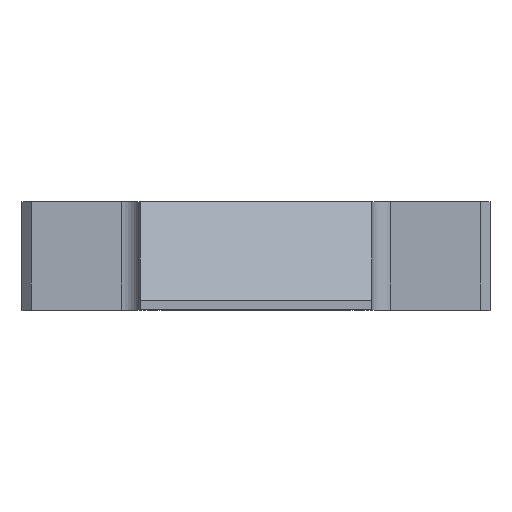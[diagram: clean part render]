
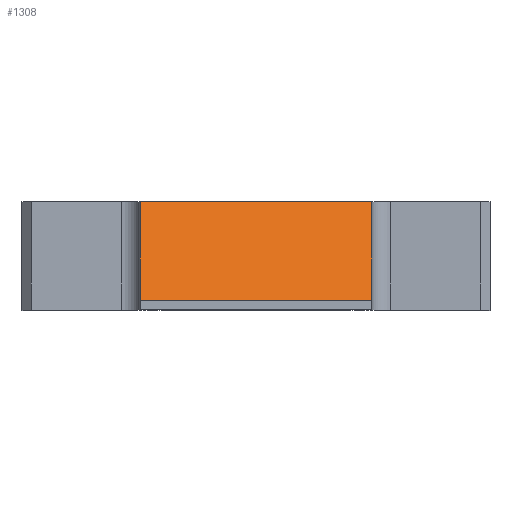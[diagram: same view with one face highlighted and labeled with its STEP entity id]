
A CAD part, top view. The second image highlights one B-rep face of the part: STEP entity #1308.
In plain terms, the highlighted planar face has unit normal (0, 0.707, 0.707).
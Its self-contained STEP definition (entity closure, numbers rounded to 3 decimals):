
#121=FACE_OUTER_BOUND('',#187,.T.);
#187=EDGE_LOOP('',(#1118,#1119,#1120,#1121));
#223=LINE('',#1854,#379);
#295=LINE('',#2025,#451);
#342=LINE('',#2147,#498);
#343=LINE('',#2148,#499);
#379=VECTOR('',#1477,10.);
#451=VECTOR('',#1621,10.);
#498=VECTOR('',#1756,10.);
#499=VECTOR('',#1757,10.);
#539=VERTEX_POINT('',#1851);
#540=VERTEX_POINT('',#1853);
#603=VERTEX_POINT('',#2023);
#634=VERTEX_POINT('',#2146);
#667=EDGE_CURVE('',#539,#540,#223,.T.);
#753=EDGE_CURVE('',#603,#539,#295,.T.);
#814=EDGE_CURVE('',#634,#603,#342,.T.);
#815=EDGE_CURVE('',#540,#634,#343,.T.);
#1118=ORIENTED_EDGE('',*,*,#753,.F.);
#1119=ORIENTED_EDGE('',*,*,#814,.F.);
#1120=ORIENTED_EDGE('',*,*,#815,.F.);
#1121=ORIENTED_EDGE('',*,*,#667,.F.);
#1243=PLANE('',#1421);
#1308=ADVANCED_FACE('',(#121),#1243,.F.);
#1421=AXIS2_PLACEMENT_3D('',#2145,#1754,#1755);
#1477=DIRECTION('',(1.,0.,0.));
#1621=DIRECTION('',(0.,0.707,-0.707));
#1754=DIRECTION('center_axis',(0.,-0.707,-0.707));
#1755=DIRECTION('ref_axis',(0.,-0.707,0.707));
#1756=DIRECTION('',(-1.,0.,0.));
#1757=DIRECTION('',(0.,-0.707,0.707));
#1851=CARTESIAN_POINT('',(-12.5,11.7,24.8));
#1853=CARTESIAN_POINT('',(12.5,11.7,24.8));
#1854=CARTESIAN_POINT('',(6.25,11.7,24.8));
#2023=CARTESIAN_POINT('',(-12.5,1.,35.5));
#2025=CARTESIAN_POINT('',(-12.5,12.6,23.9));
#2145=CARTESIAN_POINT('Origin',(12.5,11.7,24.8));
#2146=CARTESIAN_POINT('',(12.5,1.,35.5));
#2147=CARTESIAN_POINT('',(0.,1.,35.5));
#2148=CARTESIAN_POINT('',(12.5,6.1,30.4));
